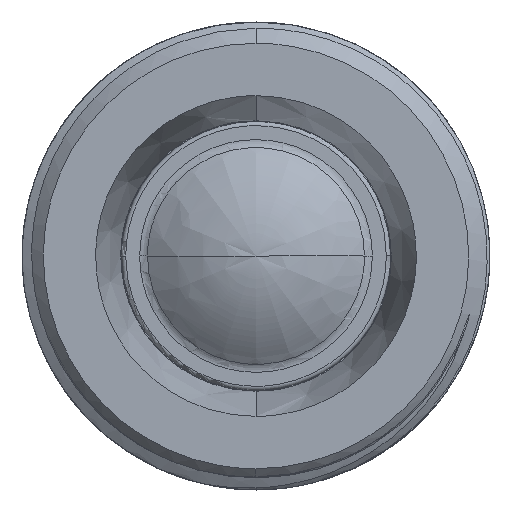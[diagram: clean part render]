
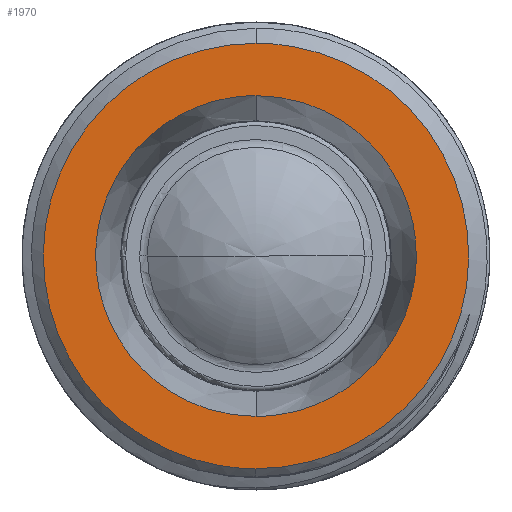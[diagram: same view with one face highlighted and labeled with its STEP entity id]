
A CAD part, left-side view. The second image highlights one B-rep face of the part: STEP entity #1970.
In plain terms, the highlighted planar face has unit normal (-1, 0, 0).
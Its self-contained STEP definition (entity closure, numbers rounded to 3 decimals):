
#48 = B_SPLINE_CURVE_WITH_KNOTS ( 'NONE', 3,
 ( #4999, #9659, #11577, #1320, #292, #11618, #8843, #4184, #4919, #2235, #6007, #3201, #467, #11495, #10726, #5877, #9078, #2472 ),
 .UNSPECIFIED., .F., .F.,
 ( 4, 2, 2, 2, 2, 2, 2, 2, 4 ),
 ( 0., 0.125, 0.25, 0.375, 0.5, 0.625, 0.75, 0.875, 1. ),
 .UNSPECIFIED. ) ;
#117 = DIRECTION ( 'NONE',  ( 0., 0., 1. ) ) ;
#285 = B_SPLINE_CURVE_WITH_KNOTS ( 'NONE', 3,
 ( #6954, #10723, #670, #7312, #10055, #6203, #6283, #10999, #5360, #8131, #1694, #2583, #1624, #1587, #8243, #2635, #11931, #10023 ),
 .UNSPECIFIED., .F., .F.,
 ( 4, 2, 2, 2, 2, 2, 2, 2, 4 ),
 ( 0., 0.125, 0.25, 0.375, 0.5, 0.625, 0.75, 0.875, 1. ),
 .UNSPECIFIED. ) ;
#292 = CARTESIAN_POINT ( 'NONE',  ( -16.91, 8.141, -8.845 ) ) ;
#467 = CARTESIAN_POINT ( 'NONE',  ( -16.91, 8.848, -3.514 ) ) ;
#670 = CARTESIAN_POINT ( 'NONE',  ( -16.91, 7.136, -0.956 ) ) ;
#785 = CARTESIAN_POINT ( 'NONE',  ( -16.91, 3.31, -10.195 ) ) ;
#855 = CARTESIAN_POINT ( 'NONE',  ( -16.91, 4.522, -0.956 ) ) ;
#903 = CARTESIAN_POINT ( 'NONE',  ( -16.91, 3.31, -1.458 ) ) ;
#1077 = PLANE ( 'NONE',  #5525 ) ;
#1240 = VERTEX_POINT ( 'NONE', #3402 ) ;
#1320 = CARTESIAN_POINT ( 'NONE',  ( -16.91, 7.733, -9.118 ) ) ;
#1587 = CARTESIAN_POINT ( 'NONE',  ( -16.91, 8.901, -9.826 ) ) ;
#1624 = CARTESIAN_POINT ( 'NONE',  ( -16.91, 9.828, -8.898 ) ) ;
#1694 = CARTESIAN_POINT ( 'NONE',  ( -16.91, 10.699, -7.134 ) ) ;
#1741 = CARTESIAN_POINT ( 'NONE',  ( -16.91, 2.757, -9.825 ) ) ;
#1784 = CARTESIAN_POINT ( 'NONE',  ( -16.91, 2.757, -1.827 ) ) ;
#1803 = EDGE_CURVE ( 'NONE', #4540, #1240, #5124, .T. ) ;
#1825 = CARTESIAN_POINT ( 'NONE',  ( -16.91, 1.461, -3.307 ) ) ;
#1934 = FACE_OUTER_BOUND ( 'NONE', #6089, .T. ) ;
#1970 = ADVANCED_FACE ( 'NONE', ( #2645, #1934 ), #1077, .T. ) ;
#2053 = ORIENTED_EDGE ( 'NONE', *, *, #1803, .T. ) ;
#2121 = CARTESIAN_POINT ( 'NONE',  ( -16.91, 5.829, -2.057 ) ) ;
#2176 = VERTEX_POINT ( 'NONE', #11387 ) ;
#2232 = CARTESIAN_POINT ( 'NONE',  ( -16.91, 2.155, -6.807 ) ) ;
#2235 = CARTESIAN_POINT ( 'NONE',  ( -16.91, 9.599, -5.327 ) ) ;
#2472 = CARTESIAN_POINT ( 'NONE',  ( -16.91, 5.829, -2.057 ) ) ;
#2583 = CARTESIAN_POINT ( 'NONE',  ( -16.91, 10.197, -8.346 ) ) ;
#2635 = CARTESIAN_POINT ( 'NONE',  ( -16.91, 7.137, -10.697 ) ) ;
#2638 = CARTESIAN_POINT ( 'NONE',  ( -16.91, 0.829, -5.17 ) ) ;
#2645 = FACE_BOUND ( 'NONE', #5235, .T. ) ;
#2677 = CARTESIAN_POINT ( 'NONE',  ( -16.91, 1.83, -2.755 ) ) ;
#2735 = ORIENTED_EDGE ( 'NONE', *, *, #10601, .T. ) ;
#3091 = CARTESIAN_POINT ( 'NONE',  ( -16.91, 3.517, -8.845 ) ) ;
#3176 = ORIENTED_EDGE ( 'NONE', *, *, #9488, .T. ) ;
#3201 = CARTESIAN_POINT ( 'NONE',  ( -16.91, 9.12, -3.922 ) ) ;
#3402 = CARTESIAN_POINT ( 'NONE',  ( -16.91, 5.829, -0.826 ) ) ;
#3777 = CARTESIAN_POINT ( 'NONE',  ( -16.91, 4.848, -9.5 ) ) ;
#4064 = CARTESIAN_POINT ( 'NONE',  ( -16.91, 2.538, -7.73 ) ) ;
#4101 = CARTESIAN_POINT ( 'NONE',  ( -16.91, 4.848, -2.153 ) ) ;
#4184 = CARTESIAN_POINT ( 'NONE',  ( -16.91, 9.503, -6.807 ) ) ;
#4540 = VERTEX_POINT ( 'NONE', #10281 ) ;
#4542 = CARTESIAN_POINT ( 'NONE',  ( -16.91, 0.959, -7.134 ) ) ;
#4621 = CARTESIAN_POINT ( 'NONE',  ( -16.91, 5.829, -0.826 ) ) ;
#4919 = CARTESIAN_POINT ( 'NONE',  ( -16.91, 9.598, -6.326 ) ) ;
#4956 = CARTESIAN_POINT ( 'NONE',  ( -16.91, 3.925, -2.535 ) ) ;
#4999 = CARTESIAN_POINT ( 'NONE',  ( -16.91, 5.829, -9.596 ) ) ;
#5124 = B_SPLINE_CURVE_WITH_KNOTS ( 'NONE', 3,
 ( #8673, #8918, #8467, #785, #1741, #8291, #10142, #4542, #10180, #2638, #7393, #1825, #2677, #1784, #903, #855, #6451, #4621 ),
 .UNSPECIFIED., .F., .F.,
 ( 4, 2, 2, 2, 2, 2, 2, 2, 4 ),
 ( 0., 0.125, 0.25, 0.375, 0.5, 0.625, 0.75, 0.875, 1. ),
 .UNSPECIFIED. ) ;
#5235 = EDGE_LOOP ( 'NONE', ( #2735, #3176 ) ) ;
#5360 = CARTESIAN_POINT ( 'NONE',  ( -16.91, 10.829, -5.17 ) ) ;
#5525 = AXIS2_PLACEMENT_3D ( 'NONE', #6713, #6673, #117 ) ;
#5669 = CARTESIAN_POINT ( 'NONE',  ( -16.91, 2.06, -5.327 ) ) ;
#5875 = CARTESIAN_POINT ( 'NONE',  ( -16.91, 5.329, -9.596 ) ) ;
#5877 = CARTESIAN_POINT ( 'NONE',  ( -16.91, 6.81, -2.152 ) ) ;
#6007 = CARTESIAN_POINT ( 'NONE',  ( -16.91, 9.503, -4.845 ) ) ;
#6089 = EDGE_LOOP ( 'NONE', ( #10412, #2053 ) ) ;
#6203 = CARTESIAN_POINT ( 'NONE',  ( -16.91, 9.828, -2.754 ) ) ;
#6283 = CARTESIAN_POINT ( 'NONE',  ( -16.91, 10.197, -3.307 ) ) ;
#6451 = CARTESIAN_POINT ( 'NONE',  ( -16.91, 5.172, -0.826 ) ) ;
#6673 = DIRECTION ( 'NONE',  ( -1., 0., 0. ) ) ;
#6713 = CARTESIAN_POINT ( 'NONE',  ( -16.91, 5.829, -5.826 ) ) ;
#6954 = CARTESIAN_POINT ( 'NONE',  ( -16.91, 5.829, -0.826 ) ) ;
#7312 = CARTESIAN_POINT ( 'NONE',  ( -16.91, 8.348, -1.458 ) ) ;
#7393 = CARTESIAN_POINT ( 'NONE',  ( -16.91, 0.959, -4.519 ) ) ;
#8131 = CARTESIAN_POINT ( 'NONE',  ( -16.91, 10.829, -6.482 ) ) ;
#8243 = CARTESIAN_POINT ( 'NONE',  ( -16.91, 8.348, -10.195 ) ) ;
#8291 = CARTESIAN_POINT ( 'NONE',  ( -16.91, 1.83, -8.898 ) ) ;
#8386 = VERTEX_POINT ( 'NONE', #11080 ) ;
#8467 = CARTESIAN_POINT ( 'NONE',  ( -16.91, 4.522, -10.697 ) ) ;
#8673 = CARTESIAN_POINT ( 'NONE',  ( -16.91, 5.829, -10.826 ) ) ;
#8683 = CARTESIAN_POINT ( 'NONE',  ( -16.91, 3.925, -9.117 ) ) ;
#8757 = CARTESIAN_POINT ( 'NONE',  ( -16.91, 2.81, -3.514 ) ) ;
#8799 = CARTESIAN_POINT ( 'NONE',  ( -16.91, 5.329, -2.057 ) ) ;
#8843 = CARTESIAN_POINT ( 'NONE',  ( -16.91, 9.12, -7.73 ) ) ;
#8918 = CARTESIAN_POINT ( 'NONE',  ( -16.91, 5.173, -10.826 ) ) ;
#9000 = B_SPLINE_CURVE_WITH_KNOTS ( 'NONE', 3,
 ( #2121, #8799, #4101, #4956, #10565, #8757, #11615, #9698, #5669, #9656, #2232, #4064, #11533, #3091, #8683, #3777, #5875, #10610 ),
 .UNSPECIFIED., .F., .F.,
 ( 4, 2, 2, 2, 2, 2, 2, 2, 4 ),
 ( 0., 0.125, 0.25, 0.375, 0.5, 0.625, 0.75, 0.875, 1. ),
 .UNSPECIFIED. ) ;
#9078 = CARTESIAN_POINT ( 'NONE',  ( -16.91, 6.329, -2.057 ) ) ;
#9488 = EDGE_CURVE ( 'NONE', #2176, #8386, #48, .T. ) ;
#9656 = CARTESIAN_POINT ( 'NONE',  ( -16.91, 2.059, -6.326 ) ) ;
#9659 = CARTESIAN_POINT ( 'NONE',  ( -16.91, 6.329, -9.596 ) ) ;
#9698 = CARTESIAN_POINT ( 'NONE',  ( -16.91, 2.155, -4.845 ) ) ;
#10023 = CARTESIAN_POINT ( 'NONE',  ( -16.91, 5.829, -10.826 ) ) ;
#10055 = CARTESIAN_POINT ( 'NONE',  ( -16.91, 8.901, -1.827 ) ) ;
#10142 = CARTESIAN_POINT ( 'NONE',  ( -16.91, 1.461, -8.346 ) ) ;
#10180 = CARTESIAN_POINT ( 'NONE',  ( -16.91, 0.829, -6.482 ) ) ;
#10281 = CARTESIAN_POINT ( 'NONE',  ( -16.91, 5.829, -10.826 ) ) ;
#10412 = ORIENTED_EDGE ( 'NONE', *, *, #10767, .T. ) ;
#10565 = CARTESIAN_POINT ( 'NONE',  ( -16.91, 3.517, -2.808 ) ) ;
#10601 = EDGE_CURVE ( 'NONE', #8386, #2176, #9000, .T. ) ;
#10610 = CARTESIAN_POINT ( 'NONE',  ( -16.91, 5.829, -9.596 ) ) ;
#10723 = CARTESIAN_POINT ( 'NONE',  ( -16.91, 6.485, -0.826 ) ) ;
#10726 = CARTESIAN_POINT ( 'NONE',  ( -16.91, 7.733, -2.535 ) ) ;
#10767 = EDGE_CURVE ( 'NONE', #1240, #4540, #285, .T. ) ;
#10999 = CARTESIAN_POINT ( 'NONE',  ( -16.91, 10.699, -4.519 ) ) ;
#11080 = CARTESIAN_POINT ( 'NONE',  ( -16.91, 5.829, -2.057 ) ) ;
#11387 = CARTESIAN_POINT ( 'NONE',  ( -16.91, 5.829, -9.596 ) ) ;
#11495 = CARTESIAN_POINT ( 'NONE',  ( -16.91, 8.141, -2.808 ) ) ;
#11533 = CARTESIAN_POINT ( 'NONE',  ( -16.91, 2.81, -8.138 ) ) ;
#11577 = CARTESIAN_POINT ( 'NONE',  ( -16.91, 6.81, -9.5 ) ) ;
#11615 = CARTESIAN_POINT ( 'NONE',  ( -16.91, 2.538, -3.922 ) ) ;
#11618 = CARTESIAN_POINT ( 'NONE',  ( -16.91, 8.848, -8.139 ) ) ;
#11931 = CARTESIAN_POINT ( 'NONE',  ( -16.91, 6.486, -10.826 ) ) ;
